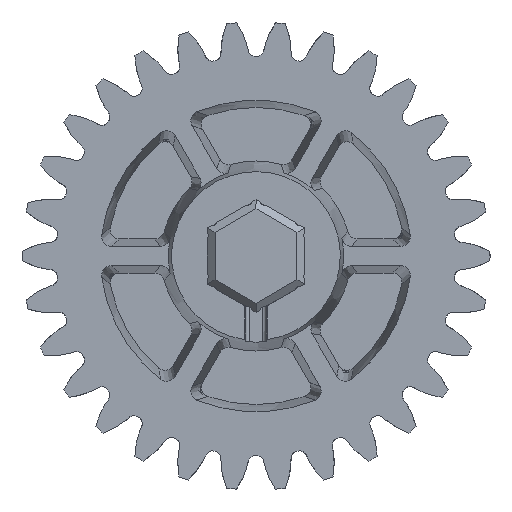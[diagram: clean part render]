
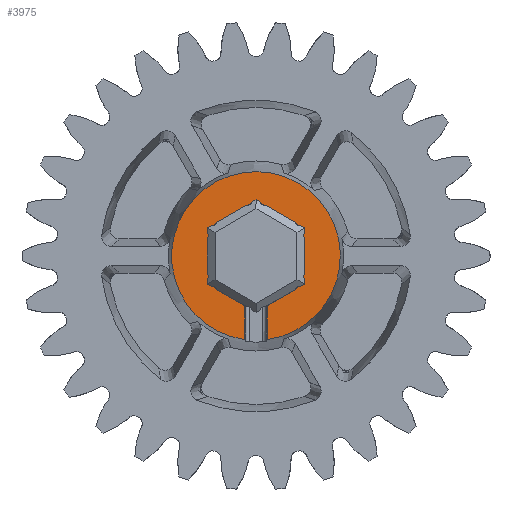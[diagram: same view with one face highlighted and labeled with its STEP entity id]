
A CAD part, front view. The second image highlights one B-rep face of the part: STEP entity #3975.
In plain terms, the highlighted planar face has unit normal (0, -1, 0).
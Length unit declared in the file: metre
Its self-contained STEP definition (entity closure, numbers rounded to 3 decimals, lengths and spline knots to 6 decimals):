
#337=CIRCLE('',#4177,0.000232);
#339=CIRCLE('',#4180,0.000232);
#369=CIRCLE('',#4235,0.000232);
#371=CIRCLE('',#4238,0.000232);
#373=CIRCLE('',#4241,0.000232);
#375=CIRCLE('',#4244,0.000232);
#377=CIRCLE('',#4247,0.000232);
#379=CIRCLE('',#4250,0.000232);
#380=CIRCLE('',#4252,0.000232);
#381=CIRCLE('',#4253,0.000232);
#382=CIRCLE('',#4254,0.004325);
#925=ORIENTED_EDGE('',*,*,#1889,.T.);
#926=ORIENTED_EDGE('',*,*,#1897,.F.);
#927=ORIENTED_EDGE('',*,*,#1906,.T.);
#928=ORIENTED_EDGE('',*,*,#1935,.T.);
#929=ORIENTED_EDGE('',*,*,#2087,.F.);
#930=ORIENTED_EDGE('',*,*,#2088,.T.);
#931=ORIENTED_EDGE('',*,*,#2089,.F.);
#932=ORIENTED_EDGE('',*,*,#1943,.F.);
#933=ORIENTED_EDGE('',*,*,#1928,.T.);
#934=ORIENTED_EDGE('',*,*,#2083,.F.);
#935=ORIENTED_EDGE('',*,*,#2090,.T.);
#936=ORIENTED_EDGE('',*,*,#2086,.F.);
#937=ORIENTED_EDGE('',*,*,#1933,.T.);
#938=ORIENTED_EDGE('',*,*,#1921,.T.);
#939=ORIENTED_EDGE('',*,*,#2077,.F.);
#940=ORIENTED_EDGE('',*,*,#2091,.T.);
#941=ORIENTED_EDGE('',*,*,#2080,.F.);
#942=ORIENTED_EDGE('',*,*,#1926,.T.);
#943=ORIENTED_EDGE('',*,*,#1914,.T.);
#944=ORIENTED_EDGE('',*,*,#2071,.F.);
#945=ORIENTED_EDGE('',*,*,#2092,.T.);
#946=ORIENTED_EDGE('',*,*,#2074,.F.);
#947=ORIENTED_EDGE('',*,*,#1919,.T.);
#948=ORIENTED_EDGE('',*,*,#1901,.T.);
#949=ORIENTED_EDGE('',*,*,#1894,.F.);
#950=ORIENTED_EDGE('',*,*,#1880,.T.);
#951=ORIENTED_EDGE('',*,*,#1939,.F.);
#952=ORIENTED_EDGE('',*,*,#2093,.F.);
#953=ORIENTED_EDGE('',*,*,#1940,.F.);
#1880=EDGE_CURVE('',#2495,#2494,#2927,.T.);
#1889=EDGE_CURVE('',#2503,#2502,#2934,.T.);
#1894=EDGE_CURVE('',#2495,#2505,#337,.T.);
#1897=EDGE_CURVE('',#2508,#2502,#339,.T.);
#1901=EDGE_CURVE('',#2511,#2505,#2940,.T.);
#1906=EDGE_CURVE('',#2508,#2514,#2945,.T.);
#1914=EDGE_CURVE('',#2519,#2520,#2950,.T.);
#1919=EDGE_CURVE('',#2524,#2511,#2955,.T.);
#1921=EDGE_CURVE('',#2525,#2526,#2957,.T.);
#1926=EDGE_CURVE('',#2530,#2519,#2962,.T.);
#1928=EDGE_CURVE('',#2531,#2532,#2964,.T.);
#1933=EDGE_CURVE('',#2536,#2525,#2969,.T.);
#1935=EDGE_CURVE('',#2514,#2537,#2971,.T.);
#1939=EDGE_CURVE('',#2539,#2494,#2974,.T.);
#1940=EDGE_CURVE('',#2503,#2540,#2975,.T.);
#1943=EDGE_CURVE('',#2531,#2542,#2977,.T.);
#2071=EDGE_CURVE('',#2642,#2520,#369,.T.);
#2074=EDGE_CURVE('',#2524,#2643,#371,.T.);
#2077=EDGE_CURVE('',#2646,#2526,#373,.T.);
#2080=EDGE_CURVE('',#2530,#2647,#375,.T.);
#2083=EDGE_CURVE('',#2650,#2532,#377,.T.);
#2086=EDGE_CURVE('',#2536,#2651,#379,.T.);
#2087=EDGE_CURVE('',#2653,#2537,#380,.T.);
#2088=EDGE_CURVE('',#2653,#2654,#2999,.T.);
#2089=EDGE_CURVE('',#2542,#2654,#381,.T.);
#2090=EDGE_CURVE('',#2650,#2651,#3000,.T.);
#2091=EDGE_CURVE('',#2646,#2647,#3001,.T.);
#2092=EDGE_CURVE('',#2642,#2643,#3002,.T.);
#2093=EDGE_CURVE('',#2540,#2539,#382,.T.);
#2494=VERTEX_POINT('',#5488);
#2495=VERTEX_POINT('',#5490);
#2502=VERTEX_POINT('',#5506);
#2503=VERTEX_POINT('',#5508);
#2505=VERTEX_POINT('',#5514);
#2508=VERTEX_POINT('',#5522);
#2511=VERTEX_POINT('',#5532);
#2514=VERTEX_POINT('',#5540);
#2519=VERTEX_POINT('',#5564);
#2520=VERTEX_POINT('',#5565);
#2524=VERTEX_POINT('',#5575);
#2525=VERTEX_POINT('',#5579);
#2526=VERTEX_POINT('',#5580);
#2530=VERTEX_POINT('',#5590);
#2531=VERTEX_POINT('',#5594);
#2532=VERTEX_POINT('',#5595);
#2536=VERTEX_POINT('',#5605);
#2537=VERTEX_POINT('',#5609);
#2539=VERTEX_POINT('',#5615);
#2540=VERTEX_POINT('',#5619);
#2542=VERTEX_POINT('',#5625);
#2642=VERTEX_POINT('',#6947);
#2643=VERTEX_POINT('',#6951);
#2646=VERTEX_POINT('',#6959);
#2647=VERTEX_POINT('',#6963);
#2650=VERTEX_POINT('',#6971);
#2651=VERTEX_POINT('',#6975);
#2653=VERTEX_POINT('',#6981);
#2654=VERTEX_POINT('',#6983);
#2927=LINE('',#5489,#3168);
#2934=LINE('',#5507,#3175);
#2940=LINE('',#5531,#3181);
#2945=LINE('',#5541,#3186);
#2950=LINE('',#5563,#3191);
#2955=LINE('',#5574,#3196);
#2957=LINE('',#5578,#3198);
#2962=LINE('',#5589,#3203);
#2964=LINE('',#5593,#3205);
#2969=LINE('',#5604,#3210);
#2971=LINE('',#5608,#3212);
#2974=LINE('',#5616,#3215);
#2975=LINE('',#5618,#3216);
#2977=LINE('',#5624,#3218);
#2999=LINE('',#6982,#3240);
#3000=LINE('',#6985,#3241);
#3001=LINE('',#6986,#3242);
#3002=LINE('',#6987,#3243);
#3168=VECTOR('',#4578,1.);
#3175=VECTOR('',#4591,1.);
#3181=VECTOR('',#4617,1.);
#3186=VECTOR('',#4624,1.);
#3191=VECTOR('',#4639,1.);
#3196=VECTOR('',#4646,1.);
#3198=VECTOR('',#4650,1.);
#3203=VECTOR('',#4657,1.);
#3205=VECTOR('',#4661,1.);
#3210=VECTOR('',#4668,1.);
#3212=VECTOR('',#4672,1.);
#3215=VECTOR('',#4679,1.);
#3216=VECTOR('',#4682,1.);
#3218=VECTOR('',#4688,1.);
#3240=VECTOR('',#4814,1.);
#3241=VECTOR('',#4817,1.);
#3242=VECTOR('',#4818,1.);
#3243=VECTOR('',#4819,1.);
#3439=EDGE_LOOP('',(#925,#926,#927,#928,#929,#930,#931,#932,#933,#934,#935,
#936,#937,#938,#939,#940,#941,#942,#943,#944,#945,#946,#947,#948,#949,#950,
#951,#952,#953));
#3665=FACE_BOUND('',#3439,.T.);
#3853=PLANE('',#4251);
#3975=ADVANCED_FACE('',(#3665),#3853,.F.);
#4177=AXIS2_PLACEMENT_3D('',#5517,#4600,#4601);
#4180=AXIS2_PLACEMENT_3D('',#5523,#4607,#4608);
#4235=AXIS2_PLACEMENT_3D('',#6948,#4773,#4774);
#4238=AXIS2_PLACEMENT_3D('',#6954,#4780,#4781);
#4241=AXIS2_PLACEMENT_3D('',#6960,#4787,#4788);
#4244=AXIS2_PLACEMENT_3D('',#6966,#4794,#4795);
#4247=AXIS2_PLACEMENT_3D('',#6972,#4801,#4802);
#4250=AXIS2_PLACEMENT_3D('',#6978,#4808,#4809);
#4251=AXIS2_PLACEMENT_3D('',#6979,#4810,#4811);
#4252=AXIS2_PLACEMENT_3D('',#6980,#4812,#4813);
#4253=AXIS2_PLACEMENT_3D('',#6984,#4815,#4816);
#4254=AXIS2_PLACEMENT_3D('',#6988,#4820,#4821);
#4578=DIRECTION('',(-0.866,0.,-0.5));
#4591=DIRECTION('',(-0.866,0.,0.5));
#4600=DIRECTION('',(0.,1.,0.));
#4601=DIRECTION('',(1.,0.,0.));
#4607=DIRECTION('',(0.,1.,0.));
#4608=DIRECTION('',(1.,0.,0.));
#4617=DIRECTION('',(-0.866,0.,-0.5));
#4624=DIRECTION('',(-0.866,0.,0.5));
#4639=DIRECTION('',(0.,0.,-1.));
#4646=DIRECTION('',(0.,0.,-1.));
#4650=DIRECTION('',(0.866,0.,-0.5));
#4657=DIRECTION('',(0.866,0.,-0.5));
#4661=DIRECTION('',(0.866,0.,0.5));
#4668=DIRECTION('',(0.866,0.,0.5));
#4672=DIRECTION('',(0.,0.,1.));
#4679=DIRECTION('',(0.,0.,1.));
#4682=DIRECTION('',(0.,0.,-1.));
#4688=DIRECTION('',(0.,0.,-1.));
#4773=DIRECTION('',(0.,1.,0.));
#4774=DIRECTION('',(1.,0.,0.));
#4780=DIRECTION('',(0.,1.,0.));
#4781=DIRECTION('',(1.,0.,0.));
#4787=DIRECTION('',(0.,1.,0.));
#4788=DIRECTION('',(1.,0.,0.));
#4794=DIRECTION('',(0.,1.,0.));
#4795=DIRECTION('',(1.,0.,0.));
#4801=DIRECTION('',(0.,1.,0.));
#4802=DIRECTION('',(1.,0.,0.));
#4808=DIRECTION('',(0.,1.,0.));
#4809=DIRECTION('',(1.,0.,0.));
#4810=DIRECTION('',(0.,1.,0.));
#4811=DIRECTION('',(1.,0.,0.));
#4812=DIRECTION('',(0.,1.,0.));
#4813=DIRECTION('',(1.,0.,0.));
#4814=DIRECTION('',(0.,0.,1.));
#4815=DIRECTION('',(0.,1.,0.));
#4816=DIRECTION('',(1.,0.,0.));
#4817=DIRECTION('',(0.866,0.,0.5));
#4818=DIRECTION('',(0.866,0.,-0.5));
#4819=DIRECTION('',(0.,0.,-1.));
#4820=DIRECTION('',(0.,1.,0.));
#4821=DIRECTION('',(1.,0.,0.));
#5488=CARTESIAN_POINT('',(0.000587,-0.0075,-0.002548));
#5489=CARTESIAN_POINT('',(0.,-0.0075,-0.002887));
#5490=CARTESIAN_POINT('',(0.002024,-0.0075,-0.001718));
#5506=CARTESIAN_POINT('',(-0.002024,-0.0075,-0.001718));
#5507=CARTESIAN_POINT('',(-0.0025,-0.0075,-0.001443));
#5508=CARTESIAN_POINT('',(-0.000587,-0.0075,-0.002548));
#5514=CARTESIAN_POINT('',(0.002283,-0.0075,-0.001568));
#5517=CARTESIAN_POINT('',(0.002242,-0.0075,-0.001797));
#5522=CARTESIAN_POINT('',(-0.002283,-0.0075,-0.001568));
#5523=CARTESIAN_POINT('',(-0.002242,-0.0075,-0.001797));
#5531=CARTESIAN_POINT('',(0.,-0.0075,-0.002887));
#5532=CARTESIAN_POINT('',(0.0025,-0.0075,-0.001443));
#5540=CARTESIAN_POINT('',(-0.0025,-0.0075,-0.001443));
#5541=CARTESIAN_POINT('',(-0.0025,-0.0075,-0.001443));
#5563=CARTESIAN_POINT('',(0.0025,-0.0075,-0.001443));
#5564=CARTESIAN_POINT('',(0.0025,-0.0075,0.001443));
#5565=CARTESIAN_POINT('',(0.0025,-0.0075,0.001193));
#5574=CARTESIAN_POINT('',(0.0025,-0.0075,-0.001443));
#5575=CARTESIAN_POINT('',(0.0025,-0.0075,-0.001193));
#5578=CARTESIAN_POINT('',(0.0025,-0.0075,0.001443));
#5579=CARTESIAN_POINT('',(0.,-0.0075,0.002887));
#5580=CARTESIAN_POINT('',(0.000217,-0.0075,0.002762));
#5589=CARTESIAN_POINT('',(0.0025,-0.0075,0.001443));
#5590=CARTESIAN_POINT('',(0.002283,-0.0075,0.001568));
#5593=CARTESIAN_POINT('',(0.,-0.0075,0.002887));
#5594=CARTESIAN_POINT('',(-0.0025,-0.0075,0.001443));
#5595=CARTESIAN_POINT('',(-0.002283,-0.0075,0.001568));
#5604=CARTESIAN_POINT('',(0.,-0.0075,0.002887));
#5605=CARTESIAN_POINT('',(-0.000217,-0.0075,0.002762));
#5608=CARTESIAN_POINT('',(-0.0025,-0.0075,0.001443));
#5609=CARTESIAN_POINT('',(-0.0025,-0.0075,-0.001193));
#5615=CARTESIAN_POINT('',(0.000587,-0.0075,-0.004285));
#5616=CARTESIAN_POINT('',(0.000587,-0.0075,0.));
#5618=CARTESIAN_POINT('',(-0.000587,-0.0075,0.));
#5619=CARTESIAN_POINT('',(-0.000587,-0.0075,-0.004285));
#5624=CARTESIAN_POINT('',(-0.0025,-0.0075,0.));
#5625=CARTESIAN_POINT('',(-0.0025,-0.0075,0.001193));
#6947=CARTESIAN_POINT('',(0.0025,-0.0075,0.000893));
#6948=CARTESIAN_POINT('',(0.002677,-0.0075,0.001043));
#6951=CARTESIAN_POINT('',(0.0025,-0.0075,-0.000893));
#6954=CARTESIAN_POINT('',(0.002677,-0.0075,-0.001043));
#6959=CARTESIAN_POINT('',(0.000476,-0.0075,0.002612));
#6960=CARTESIAN_POINT('',(0.000435,-0.0075,0.00284));
#6963=CARTESIAN_POINT('',(0.002024,-0.0075,0.001718));
#6966=CARTESIAN_POINT('',(0.002242,-0.0075,0.001797));
#6971=CARTESIAN_POINT('',(-0.002024,-0.0075,0.001718));
#6972=CARTESIAN_POINT('',(-0.002242,-0.0075,0.001797));
#6975=CARTESIAN_POINT('',(-0.000476,-0.0075,0.002612));
#6978=CARTESIAN_POINT('',(-0.000435,-0.0075,0.00284));
#6979=CARTESIAN_POINT('',(0.,-0.0075,0.));
#6980=CARTESIAN_POINT('',(-0.002677,-0.0075,-0.001043));
#6981=CARTESIAN_POINT('',(-0.0025,-0.0075,-0.000893));
#6982=CARTESIAN_POINT('',(-0.0025,-0.0075,0.001443));
#6983=CARTESIAN_POINT('',(-0.0025,-0.0075,0.000893));
#6984=CARTESIAN_POINT('',(-0.002677,-0.0075,0.001043));
#6985=CARTESIAN_POINT('',(0.,-0.0075,0.002887));
#6986=CARTESIAN_POINT('',(0.0025,-0.0075,0.001443));
#6987=CARTESIAN_POINT('',(0.0025,-0.0075,-0.001443));
#6988=CARTESIAN_POINT('',(0.,-0.0075,0.));
